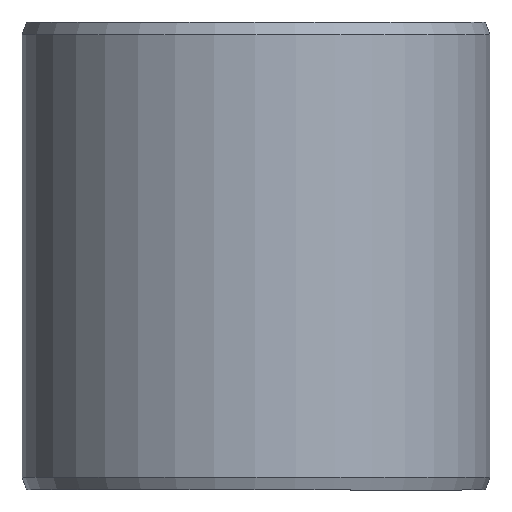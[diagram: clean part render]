
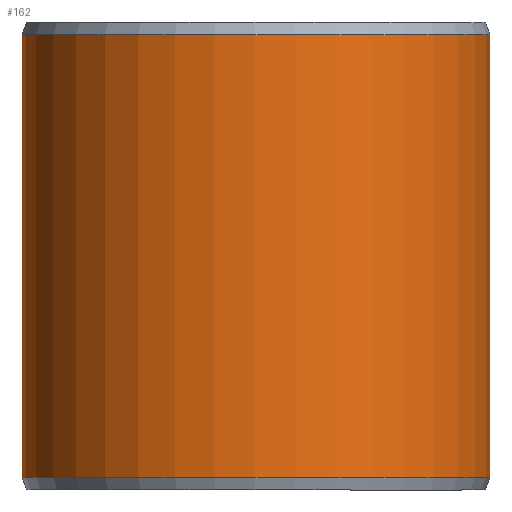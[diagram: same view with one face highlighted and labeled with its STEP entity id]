
A CAD part, front view. The second image highlights one B-rep face of the part: STEP entity #162.
In plain terms, the highlighted cylindrical face has radius 32.5 mm (diameter 65 mm), a partial arc.
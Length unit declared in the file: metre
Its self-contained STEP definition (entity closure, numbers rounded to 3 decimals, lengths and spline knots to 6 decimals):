
#162=ADVANCED_FACE('',(#185,#186),#187,.T.);
#185=FACE_OUTER_BOUND('',#211,.T.);
#186=FACE_BOUND('',#212,.T.);
#187=CYLINDRICAL_SURFACE('',#213,0.0325);
#211=EDGE_LOOP('',(#289,#290,#291,#292));
#212=EDGE_LOOP('',(#293));
#213=AXIS2_PLACEMENT_3D('',#294,#295,#296);
#289=ORIENTED_EDGE('',*,*,#314,.T.);
#290=ORIENTED_EDGE('',*,*,#323,.F.);
#291=ORIENTED_EDGE('',*,*,#309,.F.);
#292=ORIENTED_EDGE('',*,*,#324,.T.);
#293=ORIENTED_EDGE('',*,*,#327,.T.);
#294=CARTESIAN_POINT('',(0.,0.,0.0));
#295=DIRECTION('',(0.,0.0,-1.0));
#296=DIRECTION('',(-1.0,0.0,0.));
#309=EDGE_CURVE('',#341,#342,#343,.T.);
#314=EDGE_CURVE('',#351,#349,#352,.T.);
#323=EDGE_CURVE('',#342,#349,#365,.T.);
#324=EDGE_CURVE('',#341,#351,#366,.T.);
#327=EDGE_CURVE('',#370,#370,#371,.T.);
#341=VERTEX_POINT('',#389);
#342=VERTEX_POINT('',#390);
#343=CIRCLE('',#391,0.0325);
#349=VERTEX_POINT('',#399);
#351=VERTEX_POINT('',#402);
#352=CIRCLE('',#403,0.0325);
#365=LINE('',#422,#423);
#366=LINE('',#424,#425);
#370=VERTEX_POINT('',#495);
#371=B_SPLINE_CURVE_WITH_KNOTS('',3,(#496,#497,#498,#499,#500,#501,#502,#503,#504,#505,#506,#507,#508,#509,#510,#511,#512,#513,#514,#515,#516,#517,#518,#519,#520,#521,#522,#523,#524,#525,#526,#527,#528,#529,#530,#531,#532,#533,#534,#535,#536,#537,#538,#539,#540,#541,#542,#543,#544,#545,#546,#547,#548,#549,#550,#551,#552,#553,#554,#555,#556,#557,#558,#559,#560,#561),.UNSPECIFIED.,.T.,.F.,(2,2,2,2,2,2,2,2,2,2,2,2,2,2,2,2,2,2,2,2,2,2,2,2,2,2,2,2,2,2,2,2,2,2,2),(-0.000782,0.0,0.000782,0.001565,0.002347,0.003129,0.003911,0.004694,0.005476,0.006258,0.00704,0.007823,0.008605,0.009387,0.010169,0.010952,0.011734,0.012516,0.013298,0.014081,0.014863,0.015645,0.016427,0.01721,0.017992,0.018774,0.019557,0.020339,0.021121,0.021903,0.022686,0.023468,0.02425,0.025032,0.025815),.UNSPECIFIED.);
#389=CARTESIAN_POINT('',(0.000567,0.032495,0.0018));
#390=CARTESIAN_POINT('',(0.,0.0325,0.0018));
#391=AXIS2_PLACEMENT_3D('',#575,#576,#577);
#399=CARTESIAN_POINT('',(0.,0.0325,0.0632));
#402=CARTESIAN_POINT('',(0.000567,0.032495,0.0632));
#403=AXIS2_PLACEMENT_3D('',#584,#585,#586);
#422=CARTESIAN_POINT('',(0.,0.0325,0.0018));
#423=VECTOR('',#599,1.0);
#424=CARTESIAN_POINT('',(0.000567,0.032495,0.0018));
#425=VECTOR('',#600,1.0);
#495=CARTESIAN_POINT('',(0.025586,-0.02004,0.0325));
#496=CARTESIAN_POINT('',(0.025586,-0.02004,0.032235));
#497=CARTESIAN_POINT('',(0.025586,-0.02004,0.032765));
#498=CARTESIAN_POINT('',(0.025602,-0.02002,0.033025));
#499=CARTESIAN_POINT('',(0.025665,-0.019939,0.033536));
#500=CARTESIAN_POINT('',(0.025713,-0.019877,0.03379));
#501=CARTESIAN_POINT('',(0.025836,-0.019717,0.034275));
#502=CARTESIAN_POINT('',(0.025911,-0.019619,0.034504));
#503=CARTESIAN_POINT('',(0.026086,-0.019385,0.034939));
#504=CARTESIAN_POINT('',(0.026187,-0.019249,0.035144));
#505=CARTESIAN_POINT('',(0.026404,-0.01895,0.035513));
#506=CARTESIAN_POINT('',(0.026522,-0.018785,0.035679));
#507=CARTESIAN_POINT('',(0.026773,-0.018426,0.035971));
#508=CARTESIAN_POINT('',(0.026904,-0.018234,0.036095));
#509=CARTESIAN_POINT('',(0.027171,-0.017833,0.036295));
#510=CARTESIAN_POINT('',(0.027309,-0.017622,0.036372));
#511=CARTESIAN_POINT('',(0.027586,-0.017185,0.036474));
#512=CARTESIAN_POINT('',(0.027722,-0.016964,0.0365));
#513=CARTESIAN_POINT('',(0.027991,-0.016517,0.0365));
#514=CARTESIAN_POINT('',(0.028125,-0.016288,0.036474));
#515=CARTESIAN_POINT('',(0.028379,-0.015842,0.036372));
#516=CARTESIAN_POINT('',(0.0285,-0.015623,0.036296));
#517=CARTESIAN_POINT('',(0.02873,-0.015196,0.036096));
#518=CARTESIAN_POINT('',(0.028838,-0.014988,0.035971));
#519=CARTESIAN_POINT('',(0.029036,-0.014602,0.035681));
#520=CARTESIAN_POINT('',(0.029126,-0.01442,0.035516));
#521=CARTESIAN_POINT('',(0.029291,-0.014083,0.035143));
#522=CARTESIAN_POINT('',(0.029362,-0.013933,0.034941));
#523=CARTESIAN_POINT('',(0.029486,-0.01367,0.034508));
#524=CARTESIAN_POINT('',(0.029538,-0.013555,0.034274));
#525=CARTESIAN_POINT('',(0.029622,-0.013371,0.03379));
#526=CARTESIAN_POINT('',(0.029653,-0.013301,0.033541));
#527=CARTESIAN_POINT('',(0.029696,-0.013207,0.033028));
#528=CARTESIAN_POINT('',(0.029706,-0.013183,0.032763));
#529=CARTESIAN_POINT('',(0.029706,-0.013183,0.03224));
#530=CARTESIAN_POINT('',(0.029696,-0.013206,0.031981));
#531=CARTESIAN_POINT('',(0.029654,-0.0133,0.031464));
#532=CARTESIAN_POINT('',(0.029622,-0.013371,0.031212));
#533=CARTESIAN_POINT('',(0.029539,-0.013553,0.03073));
#534=CARTESIAN_POINT('',(0.029487,-0.013667,0.030497));
#535=CARTESIAN_POINT('',(0.029363,-0.013932,0.03006));
#536=CARTESIAN_POINT('',(0.029291,-0.014082,0.029859));
#537=CARTESIAN_POINT('',(0.029129,-0.014415,0.02949));
#538=CARTESIAN_POINT('',(0.029037,-0.014599,0.029321));
#539=CARTESIAN_POINT('',(0.028839,-0.014987,0.02903));
#540=CARTESIAN_POINT('',(0.028733,-0.01519,0.028907));
#541=CARTESIAN_POINT('',(0.028503,-0.015617,0.028706));
#542=CARTESIAN_POINT('',(0.02838,-0.01584,0.028629));
#543=CARTESIAN_POINT('',(0.028127,-0.016284,0.028526));
#544=CARTESIAN_POINT('',(0.027996,-0.016509,0.0285));
#545=CARTESIAN_POINT('',(0.027724,-0.016962,0.0285));
#546=CARTESIAN_POINT('',(0.027587,-0.017184,0.028526));
#547=CARTESIAN_POINT('',(0.027313,-0.017616,0.028627));
#548=CARTESIAN_POINT('',(0.027174,-0.017829,0.028704));
#549=CARTESIAN_POINT('',(0.026905,-0.018233,0.028904));
#550=CARTESIAN_POINT('',(0.026775,-0.018423,0.029027));
#551=CARTESIAN_POINT('',(0.026526,-0.01878,0.029317));
#552=CARTESIAN_POINT('',(0.026406,-0.018948,0.029485));
#553=CARTESIAN_POINT('',(0.026188,-0.019248,0.029854));
#554=CARTESIAN_POINT('',(0.026089,-0.019381,0.030055));
#555=CARTESIAN_POINT('',(0.025912,-0.019617,0.030492));
#556=CARTESIAN_POINT('',(0.025836,-0.019716,0.030724));
#557=CARTESIAN_POINT('',(0.025714,-0.019876,0.031205));
#558=CARTESIAN_POINT('',(0.025666,-0.019937,0.031457));
#559=CARTESIAN_POINT('',(0.025602,-0.02002,0.031974));
#560=CARTESIAN_POINT('',(0.025586,-0.02004,0.032235));
#561=CARTESIAN_POINT('',(0.025586,-0.02004,0.032765));
#575=CARTESIAN_POINT('',(0.,0.,0.0018));
#576=DIRECTION('',(0.,0.0,-1.0));
#577=DIRECTION('',(-1.0,0.0,0.));
#584=CARTESIAN_POINT('',(0.,0.,0.0632));
#585=DIRECTION('',(0.,0.0,-1.0));
#586=DIRECTION('',(-1.0,0.0,0.));
#599=DIRECTION('',(0.,0.,1.0));
#600=DIRECTION('',(0.,0.,1.0));
